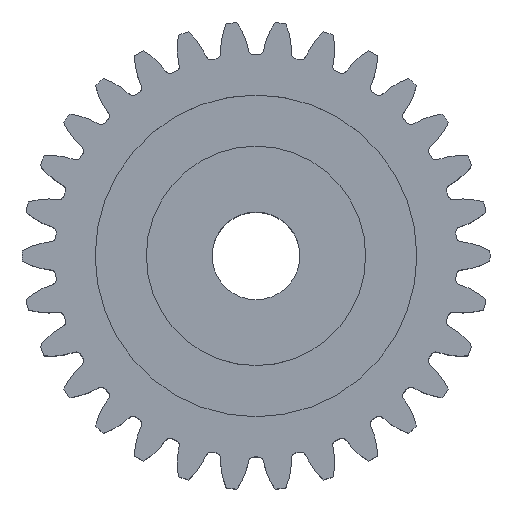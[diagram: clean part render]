
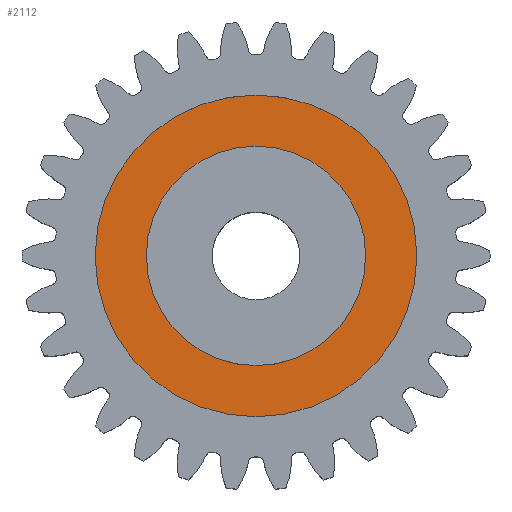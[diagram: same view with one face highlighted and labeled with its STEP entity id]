
A CAD part, top view. The second image highlights one B-rep face of the part: STEP entity #2112.
In plain terms, the highlighted planar face has unit normal (0, 0, 1).
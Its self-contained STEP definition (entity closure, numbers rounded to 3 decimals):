
#1924 = EDGE_CURVE ( 'NONE', #2093, #2380, #7215, .T. ) ;
#2082 = EDGE_LOOP ( 'NONE', ( #2111, #2118 ) ) ;
#2093 = VERTEX_POINT ( 'NONE', #6033 ) ;
#2103 = EDGE_CURVE ( 'NONE', #2374, #2388, #6017, .T. ) ;
#2111 = ORIENTED_EDGE ( 'NONE', *, *, #2381, .T. ) ;
#2112 = ADVANCED_FACE ( 'NONE', ( #6087, #6084 ), #6086, .F. ) ;
#2118 = ORIENTED_EDGE ( 'NONE', *, *, #1924, .T. ) ;
#2119 = EDGE_LOOP ( 'NONE', ( #2120, #2122 ) ) ;
#2120 = ORIENTED_EDGE ( 'NONE', *, *, #2103, .F. ) ;
#2122 = ORIENTED_EDGE ( 'NONE', *, *, #2360, .F. ) ;
#2360 = EDGE_CURVE ( 'NONE', #2388, #2374, #6354, .T. ) ;
#2374 = VERTEX_POINT ( 'NONE', #6386 ) ;
#2380 = VERTEX_POINT ( 'NONE', #6368 ) ;
#2381 = EDGE_CURVE ( 'NONE', #2380, #2093, #6371, .T. ) ;
#2388 = VERTEX_POINT ( 'NONE', #6365 ) ;
#6007 = DIRECTION ( 'NONE',  ( -1., 0., 0. ) ) ;
#6008 = DIRECTION ( 'NONE',  ( 0., 0., -1. ) ) ;
#6009 = CARTESIAN_POINT ( 'NONE',  ( 0., 0., 7.5 ) ) ;
#6010 = AXIS2_PLACEMENT_3D ( 'NONE', #6009, #6008, #6007 ) ;
#6017 = CIRCLE ( 'NONE', #6010, 11. ) ;
#6033 = CARTESIAN_POINT ( 'NONE',  ( 7.5, 0., 7.5 ) ) ;
#6057 = AXIS2_PLACEMENT_3D ( 'NONE', #6083, #6077, #6076 ) ;
#6076 = DIRECTION ( 'NONE',  ( -1., 0., 0. ) ) ;
#6077 = DIRECTION ( 'NONE',  ( 0., 0., -1. ) ) ;
#6083 = CARTESIAN_POINT ( 'NONE',  ( 0., 0., 7.5 ) ) ;
#6084 = FACE_OUTER_BOUND ( 'NONE', #2119, .T. ) ;
#6086 = PLANE ( 'NONE',  #6057 ) ;
#6087 = FACE_BOUND ( 'NONE', #2082, .T. ) ;
#6330 = AXIS2_PLACEMENT_3D ( 'NONE', #6344, #6469, #6468 ) ;
#6344 = CARTESIAN_POINT ( 'NONE',  ( 0., 0., 7.5 ) ) ;
#6354 = CIRCLE ( 'NONE', #6330, 11. ) ;
#6363 = DIRECTION ( 'NONE',  ( -1., 0., 0. ) ) ;
#6364 = DIRECTION ( 'NONE',  ( 0., 0., -1. ) ) ;
#6365 = CARTESIAN_POINT ( 'NONE',  ( 11., 0., 7.5 ) ) ;
#6368 = CARTESIAN_POINT ( 'NONE',  ( -7.5, 0., 7.5 ) ) ;
#6371 = CIRCLE ( 'NONE', #6467, 7.5 ) ;
#6374 = CARTESIAN_POINT ( 'NONE',  ( 0., 0., 7.5 ) ) ;
#6386 = CARTESIAN_POINT ( 'NONE',  ( -11., 0., 7.5 ) ) ;
#6467 = AXIS2_PLACEMENT_3D ( 'NONE', #6374, #6364, #6363 ) ;
#6468 = DIRECTION ( 'NONE',  ( -1., 0., 0. ) ) ;
#6469 = DIRECTION ( 'NONE',  ( 0., 0., -1. ) ) ;
#7205 = DIRECTION ( 'NONE',  ( -1., 0., 0. ) ) ;
#7206 = DIRECTION ( 'NONE',  ( 0., 0., -1. ) ) ;
#7207 = CARTESIAN_POINT ( 'NONE',  ( 0., 0., 7.5 ) ) ;
#7215 = CIRCLE ( 'NONE', #7229, 7.5 ) ;
#7229 = AXIS2_PLACEMENT_3D ( 'NONE', #7207, #7206, #7205 ) ;
